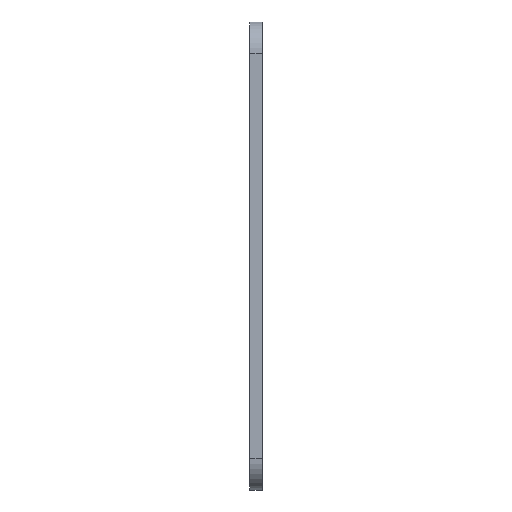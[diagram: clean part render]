
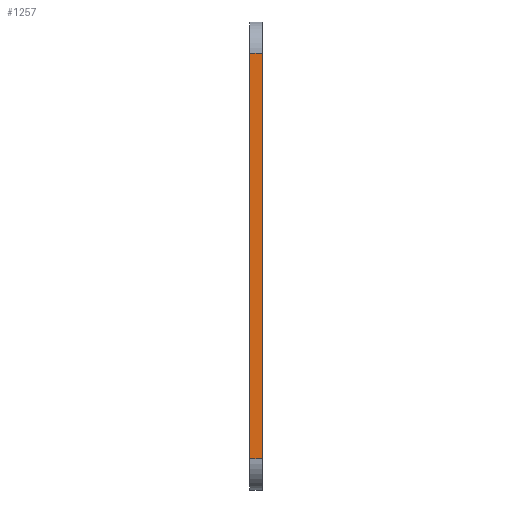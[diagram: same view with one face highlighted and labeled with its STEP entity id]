
A CAD part, left-side view. The second image highlights one B-rep face of the part: STEP entity #1257.
In plain terms, the highlighted planar face has unit normal (-1, 0, 0).
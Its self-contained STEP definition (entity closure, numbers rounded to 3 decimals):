
#32 = AXIS2_PLACEMENT_3D ( 'NONE', #1543, #2059, #321 ) ;
#82 = DIRECTION ( 'NONE',  ( 0., -1., 0. ) ) ;
#187 = PLANE ( 'NONE',  #32 ) ;
#218 = LINE ( 'NONE', #1180, #2180 ) ;
#291 = ORIENTED_EDGE ( 'NONE', *, *, #1013, .T. ) ;
#321 = DIRECTION ( 'NONE',  ( 0., 0., -1. ) ) ;
#361 = CARTESIAN_POINT ( 'NONE',  ( -93.9, 0., -81.3 ) ) ;
#375 = LINE ( 'NONE', #361, #1159 ) ;
#515 = CARTESIAN_POINT ( 'NONE',  ( -93.9, 0., 81.3 ) ) ;
#530 = EDGE_CURVE ( 'NONE', #2044, #1772, #218, .T. ) ;
#539 = CARTESIAN_POINT ( 'NONE',  ( -93.9, 5., 81.3 ) ) ;
#599 = DIRECTION ( 'NONE',  ( 0., 0., 1. ) ) ;
#641 = VERTEX_POINT ( 'NONE', #515 ) ;
#705 = ORIENTED_EDGE ( 'NONE', *, *, #1225, .F. ) ;
#720 = CARTESIAN_POINT ( 'NONE',  ( -93.9, 5., -81.3 ) ) ;
#727 = LINE ( 'NONE', #539, #1010 ) ;
#906 = FACE_OUTER_BOUND ( 'NONE', #1885, .T. ) ;
#1010 = VECTOR ( 'NONE', #1530, 1000. ) ;
#1013 = EDGE_CURVE ( 'NONE', #2044, #1729, #2439, .T. ) ;
#1159 = VECTOR ( 'NONE', #1499, 1000. ) ;
#1180 = CARTESIAN_POINT ( 'NONE',  ( -93.9, 5., -81.3 ) ) ;
#1225 = EDGE_CURVE ( 'NONE', #1772, #641, #727, .T. ) ;
#1257 = ADVANCED_FACE ( 'NONE', ( #906 ), #187, .F. ) ;
#1273 = CARTESIAN_POINT ( 'NONE',  ( -93.9, 5., -81.3 ) ) ;
#1408 = CARTESIAN_POINT ( 'NONE',  ( -93.9, 5., 81.3 ) ) ;
#1499 = DIRECTION ( 'NONE',  ( 0., 0., 1. ) ) ;
#1530 = DIRECTION ( 'NONE',  ( 0., -1., 0. ) ) ;
#1543 = CARTESIAN_POINT ( 'NONE',  ( -93.9, 5., -81.3 ) ) ;
#1625 = EDGE_CURVE ( 'NONE', #1729, #641, #375, .T. ) ;
#1653 = ORIENTED_EDGE ( 'NONE', *, *, #1625, .T. ) ;
#1729 = VERTEX_POINT ( 'NONE', #1929 ) ;
#1772 = VERTEX_POINT ( 'NONE', #1408 ) ;
#1819 = ORIENTED_EDGE ( 'NONE', *, *, #530, .F. ) ;
#1885 = EDGE_LOOP ( 'NONE', ( #1653, #705, #1819, #291 ) ) ;
#1929 = CARTESIAN_POINT ( 'NONE',  ( -93.9, 0., -81.3 ) ) ;
#2034 = VECTOR ( 'NONE', #82, 1000. ) ;
#2044 = VERTEX_POINT ( 'NONE', #720 ) ;
#2059 = DIRECTION ( 'NONE',  ( 1., 0., 0. ) ) ;
#2180 = VECTOR ( 'NONE', #599, 1000. ) ;
#2439 = LINE ( 'NONE', #1273, #2034 ) ;
